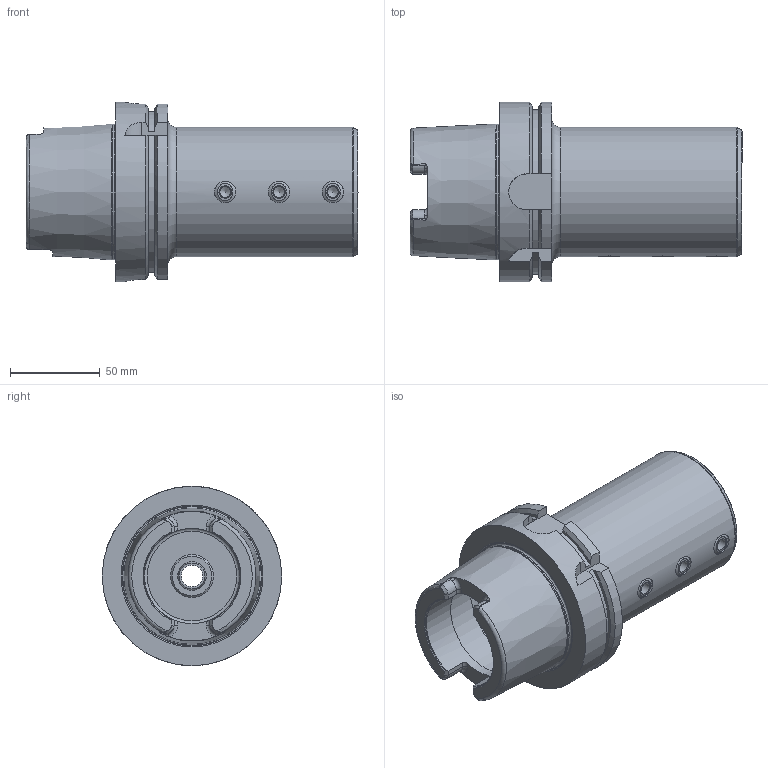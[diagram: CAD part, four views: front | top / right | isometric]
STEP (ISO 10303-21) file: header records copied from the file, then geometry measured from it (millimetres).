
FILE_DESCRIPTION((''),'2;1');
FILE_NAME('591077032135-3D.stp','2021-10-05T14:36:54',('nttooll'),(''),'Autodesk Inventor 2012','Autodesk Inventor 2012','');
FILE_SCHEMA(('AUTOMOTIVE_DESIGN { 1 0 10303 214 1 1 1 1 }'));
Length unit declared in the file: millimetre
Products named in the file (1): 591077032135-3D
Bounding box: 185 x 100 x 100 mm (x, y, z)
Volume: 610588.6 mm3; surface area: 87262.4 mm2
Topology: 1 solids, 1 shells, 155 faces, 373 edges, 232 vertices
Faces by surface type: cylinder 52, plane 46, cone 36, torus 21
Full cylindrical faces by diameter (mm): 6 x3, 6.928 x3, 8.5 x3, 12 x7, 15.3 x1, 16 x1, 24 x1, 32 x1, 32.4 x1, 53 x1, 53.8 x1, 63 x1, 72 x1, 75.3 x1, 100 x1
Entity records: 4651 total; most frequent: CARTESIAN_POINT 1367, DIRECTION 687, ORIENTED_EDGE 602, EDGE_CURVE 301, AXIS2_PLACEMENT_3D 296, EDGE_LOOP 229, VERTEX_POINT 220, FACE_OUTER_BOUND 155
